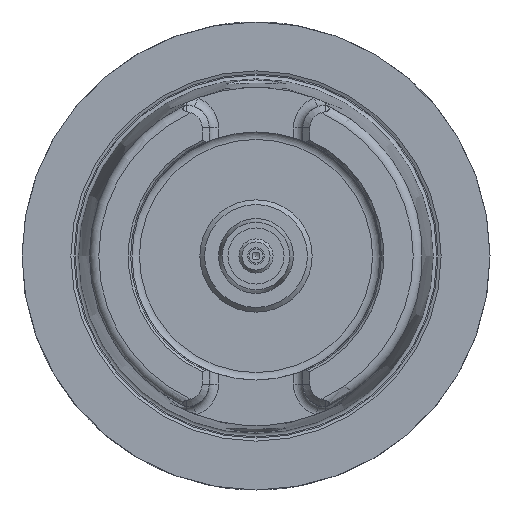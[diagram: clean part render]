
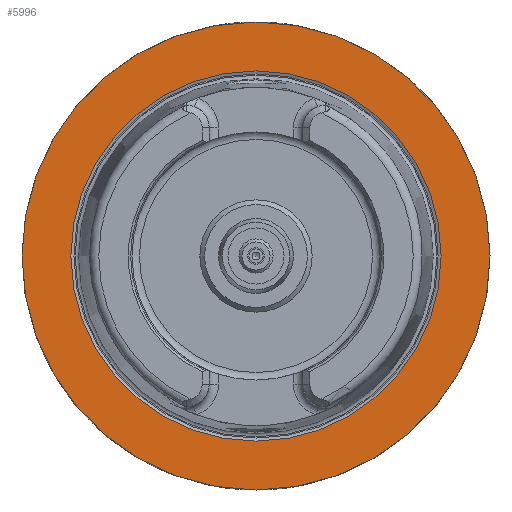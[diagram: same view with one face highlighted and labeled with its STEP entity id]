
A CAD part, left-side view. The second image highlights one B-rep face of the part: STEP entity #5996.
In plain terms, the highlighted planar face has unit normal (-1, 0, 0).
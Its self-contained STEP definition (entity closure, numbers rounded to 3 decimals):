
#5112=CARTESIAN_POINT('',(0.,50.0,0.0));
#5113=VERTEX_POINT('',#5112);
#5114=CARTESIAN_POINT('',(0.,0.,0.0));
#5115=DIRECTION('',(1.0,0.0,0.0));
#5116=DIRECTION('',(0.0,1.0,0.0));
#5117=AXIS2_PLACEMENT_3D('',#5114,#5115,#5116);
#5118=CIRCLE('',#5117,50.0);
#5119=EDGE_CURVE('',#5113,#5113,#5118,.T.);
#5970=CARTESIAN_POINT('',(0.,39.55,0.0));
#5971=VERTEX_POINT('',#5970);
#5972=CARTESIAN_POINT('',(0.,0.,0.0));
#5973=DIRECTION('',(1.0,0.0,0.0));
#5974=DIRECTION('',(0.0,1.0,0.0));
#5975=AXIS2_PLACEMENT_3D('',#5972,#5973,#5974);
#5976=CIRCLE('',#5975,39.55);
#5977=EDGE_CURVE('',#5971,#5971,#5976,.T.);
#5985=CARTESIAN_POINT('',(0.,44.775,0.0));
#5986=DIRECTION('',(-1.0,0.0,0.0));
#5987=DIRECTION('',(0.0,0.0,1.0));
#5988=AXIS2_PLACEMENT_3D('',#5985,#5986,#5987);
#5989=PLANE('',#5988);
#5990=ORIENTED_EDGE('',*,*,#5119,.F.);
#5991=EDGE_LOOP('',(#5990));
#5992=FACE_OUTER_BOUND('',#5991,.T.);
#5993=ORIENTED_EDGE('',*,*,#5977,.T.);
#5994=EDGE_LOOP('',(#5993));
#5995=FACE_BOUND('',#5994,.T.);
#5996=ADVANCED_FACE('',(#5992,#5995),#5989,.T.);
